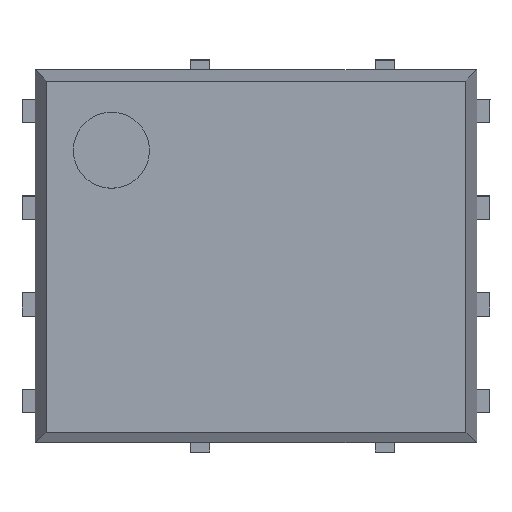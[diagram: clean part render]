
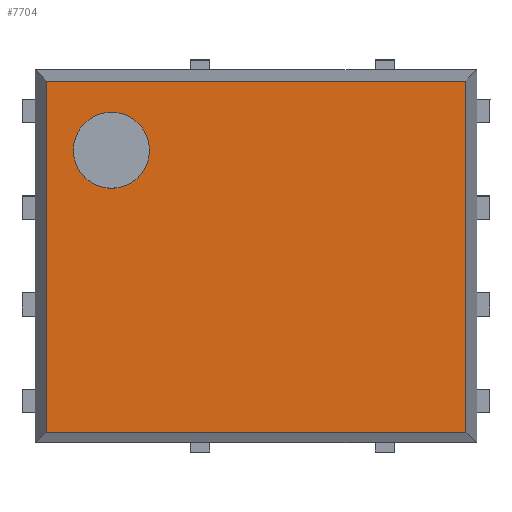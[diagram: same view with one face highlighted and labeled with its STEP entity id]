
A CAD part, top view. The second image highlights one B-rep face of the part: STEP entity #7704.
In plain terms, the highlighted face is planar.
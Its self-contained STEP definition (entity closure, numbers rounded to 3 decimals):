
#32=CIRCLE('',#8199,0.5);
#220=ORIENTED_EDGE('',*,*,#2470,.F.);
#221=ORIENTED_EDGE('',*,*,#2471,.T.);
#222=ORIENTED_EDGE('',*,*,#2472,.T.);
#223=ORIENTED_EDGE('',*,*,#2473,.F.);
#224=ORIENTED_EDGE('',*,*,#2474,.F.);
#2470=EDGE_CURVE('',#3589,#3589,#32,.T.);
#2471=EDGE_CURVE('',#3590,#3591,#4342,.T.);
#2472=EDGE_CURVE('',#3591,#3592,#4343,.T.);
#2473=EDGE_CURVE('',#3593,#3592,#4344,.T.);
#2474=EDGE_CURVE('',#3590,#3593,#4345,.T.);
#3589=VERTEX_POINT('',#10910);
#3590=VERTEX_POINT('',#10912);
#3591=VERTEX_POINT('',#10913);
#3592=VERTEX_POINT('',#10915);
#3593=VERTEX_POINT('',#10917);
#4342=LINE('',#10911,#5474);
#4343=LINE('',#10914,#5475);
#4344=LINE('',#10916,#5476);
#4345=LINE('',#10918,#5477);
#5474=VECTOR('',#8811,1000.);
#5475=VECTOR('',#8812,1000.);
#5476=VECTOR('',#8813,1000.);
#5477=VECTOR('',#8814,1000.);
#6459=EDGE_LOOP('',(#220));
#6460=EDGE_LOOP('',(#221,#222,#223,#224));
#6875=FACE_BOUND('',#6459,.T.);
#6876=FACE_BOUND('',#6460,.T.);
#7291=PLANE('',#8198);
#7704=ADVANCED_FACE('',(#6875,#6876),#7291,.F.);
#8198=AXIS2_PLACEMENT_3D('',#10908,#8807,#8808);
#8199=AXIS2_PLACEMENT_3D('',#10909,#8809,#8810);
#8807=DIRECTION('',(0.,0.,-1.));
#8808=DIRECTION('',(0.,1.,0.));
#8809=DIRECTION('',(0.,0.,1.));
#8810=DIRECTION('',(1.,0.,0.));
#8811=DIRECTION('',(0.,-1.,0.));
#8812=DIRECTION('',(1.,0.,0.));
#8813=DIRECTION('',(0.,-1.,0.));
#8814=DIRECTION('',(1.,0.,0.));
#10908=CARTESIAN_POINT('',(-2.759,6.886,0.49));
#10909=CARTESIAN_POINT('',(1.9,1.05,0.49));
#10910=CARTESIAN_POINT('',(2.4,1.05,0.49));
#10911=CARTESIAN_POINT('',(-2.759,6.886,0.49));
#10912=CARTESIAN_POINT('',(-2.759,4.759,0.49));
#10913=CARTESIAN_POINT('',(-2.759,0.141,0.49));
#10914=CARTESIAN_POINT('',(-4.425,0.141,0.49));
#10915=CARTESIAN_POINT('',(2.759,0.141,0.49));
#10916=CARTESIAN_POINT('',(2.759,6.886,0.49));
#10917=CARTESIAN_POINT('',(2.759,4.759,0.49));
#10918=CARTESIAN_POINT('',(-4.425,4.759,0.49));
